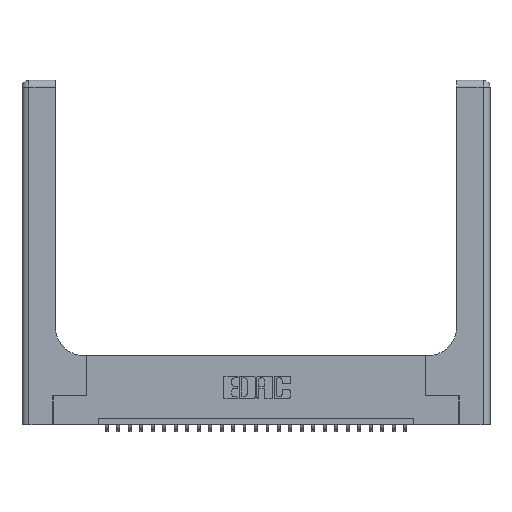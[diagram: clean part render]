
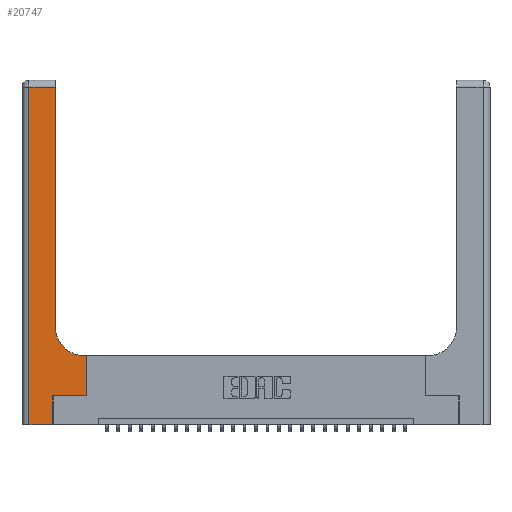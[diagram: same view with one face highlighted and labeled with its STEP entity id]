
A CAD part, top view. The second image highlights one B-rep face of the part: STEP entity #20747.
In plain terms, the highlighted planar face has unit normal (0, 0, 1).
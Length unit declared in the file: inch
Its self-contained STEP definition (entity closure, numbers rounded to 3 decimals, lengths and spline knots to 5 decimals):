
#283 = LINE ( 'NONE', #10974, #22300 ) ;
#1203 = ORIENTED_EDGE ( 'NONE', *, *, #18647, .T. ) ;
#2024 = DIRECTION ( 'NONE',  ( 0., 1., 0. ) ) ;
#2383 = EDGE_CURVE ( 'NONE', #14827, #16521, #283, .T. ) ;
#2830 = ORIENTED_EDGE ( 'NONE', *, *, #11235, .T. ) ;
#2885 = DIRECTION ( 'NONE',  ( 1., 0., 0. ) ) ;
#3216 = LINE ( 'NONE', #21769, #16933 ) ;
#3543 = EDGE_CURVE ( 'NONE', #26762, #13958, #22899, .T. ) ;
#3734 = CARTESIAN_POINT ( 'NONE',  ( 0., 3., 0.37 ) ) ;
#4078 = VECTOR ( 'NONE', #9323, 39.37008 ) ;
#4109 = CARTESIAN_POINT ( 'NONE',  ( 0.2915, 3., 0.37 ) ) ;
#4651 = ORIENTED_EDGE ( 'NONE', *, *, #2383, .T. ) ;
#4695 = DIRECTION ( 'NONE',  ( -1., 0., 0. ) ) ;
#4831 = DIRECTION ( 'NONE',  ( 0., 0., -1. ) ) ;
#5068 = CARTESIAN_POINT ( 'NONE',  ( 0.06, 3., 0.37 ) ) ;
#5713 = AXIS2_PLACEMENT_3D ( 'NONE', #3734, #22577, #16186 ) ;
#7147 = ORIENTED_EDGE ( 'NONE', *, *, #25945, .T. ) ;
#7174 = VECTOR ( 'NONE', #27092, 39.37008 ) ;
#7455 = VECTOR ( 'NONE', #10398, 39.37008 ) ;
#7476 = CARTESIAN_POINT ( 'NONE',  ( 0.5585, 0.25, 0.37 ) ) ;
#7568 = ORIENTED_EDGE ( 'NONE', *, *, #13334, .T. ) ;
#7759 = VERTEX_POINT ( 'NONE', #9123 ) ;
#7977 = VERTEX_POINT ( 'NONE', #9763 ) ;
#9123 = CARTESIAN_POINT ( 'NONE',  ( 0.2915, 0.85, 0.37 ) ) ;
#9323 = DIRECTION ( 'NONE',  ( 0., -1., 0. ) ) ;
#9763 = CARTESIAN_POINT ( 'NONE',  ( 0.06, 0., 0.37 ) ) ;
#9856 = DIRECTION ( 'NONE',  ( 1., 0., 0. ) ) ;
#10398 = DIRECTION ( 'NONE',  ( 0., 1., 0. ) ) ;
#10663 = CARTESIAN_POINT ( 'NONE',  ( 0.269, 0., 0.37 ) ) ;
#10692 = CARTESIAN_POINT ( 'NONE',  ( 0.269, 0., 0.37 ) ) ;
#10974 = CARTESIAN_POINT ( 'NONE',  ( 0.269, 0.25, 0.37 ) ) ;
#11235 = EDGE_CURVE ( 'NONE', #23505, #12429, #3216, .T. ) ;
#12429 = VERTEX_POINT ( 'NONE', #13083 ) ;
#12558 = LINE ( 'NONE', #7476, #7174 ) ;
#13083 = CARTESIAN_POINT ( 'NONE',  ( 0.5415, 0.6, 0.37 ) ) ;
#13334 = EDGE_CURVE ( 'NONE', #13958, #7977, #26090, .T. ) ;
#13958 = VERTEX_POINT ( 'NONE', #26312 ) ;
#14047 = EDGE_CURVE ( 'NONE', #7759, #26762, #23107, .T. ) ;
#14322 = AXIS2_PLACEMENT_3D ( 'NONE', #23868, #4831, #2885 ) ;
#14577 = EDGE_LOOP ( 'NONE', ( #22673, #23445, #7568, #22907, #1203, #4651, #7147, #2830, #22247 ) ) ;
#14827 = VERTEX_POINT ( 'NONE', #23967 ) ;
#15430 = CARTESIAN_POINT ( 'NONE',  ( 0.5585, 0.25, 0.37 ) ) ;
#16186 = DIRECTION ( 'NONE',  ( -1., 0., 0. ) ) ;
#16384 = VERTEX_POINT ( 'NONE', #10692 ) ;
#16521 = VERTEX_POINT ( 'NONE', #15430 ) ;
#16684 = LINE ( 'NONE', #27106, #23635 ) ;
#16933 = VECTOR ( 'NONE', #4695, 39.37008 ) ;
#16976 = VECTOR ( 'NONE', #2024, 39.37008 ) ;
#18249 = EDGE_CURVE ( 'NONE', #12429, #7759, #19608, .T. ) ;
#18647 = EDGE_CURVE ( 'NONE', #16384, #14827, #22910, .T. ) ;
#18771 = DIRECTION ( 'NONE',  ( 1., 0., 0. ) ) ;
#19608 = CIRCLE ( 'NONE', #14322, 0.25 ) ;
#20747 = ADVANCED_FACE ( 'NONE', ( #24810 ), #22931, .F. ) ;
#21536 = CARTESIAN_POINT ( 'NONE',  ( 0., 2.94, 0.37 ) ) ;
#21769 = CARTESIAN_POINT ( 'NONE',  ( 0.2915, 0.6, 0.37 ) ) ;
#22247 = ORIENTED_EDGE ( 'NONE', *, *, #18249, .T. ) ;
#22265 = DIRECTION ( 'NONE',  ( -1., 0., 0. ) ) ;
#22300 = VECTOR ( 'NONE', #9856, 39.37008 ) ;
#22577 = DIRECTION ( 'NONE',  ( 0., 0., -1. ) ) ;
#22673 = ORIENTED_EDGE ( 'NONE', *, *, #14047, .T. ) ;
#22899 = LINE ( 'NONE', #21536, #26569 ) ;
#22907 = ORIENTED_EDGE ( 'NONE', *, *, #24028, .T. ) ;
#22910 = LINE ( 'NONE', #10663, #16976 ) ;
#22931 = PLANE ( 'NONE',  #5713 ) ;
#23107 = LINE ( 'NONE', #4109, #7455 ) ;
#23445 = ORIENTED_EDGE ( 'NONE', *, *, #3543, .T. ) ;
#23505 = VERTEX_POINT ( 'NONE', #27325 ) ;
#23635 = VECTOR ( 'NONE', #18771, 39.37008 ) ;
#23868 = CARTESIAN_POINT ( 'NONE',  ( 0.5415, 0.85, 0.37 ) ) ;
#23967 = CARTESIAN_POINT ( 'NONE',  ( 0.269, 0.25, 0.37 ) ) ;
#24028 = EDGE_CURVE ( 'NONE', #7977, #16384, #16684, .T. ) ;
#24810 = FACE_OUTER_BOUND ( 'NONE', #14577, .T. ) ;
#25408 = CARTESIAN_POINT ( 'NONE',  ( 0.2915, 2.94, 0.37 ) ) ;
#25945 = EDGE_CURVE ( 'NONE', #16521, #23505, #12558, .T. ) ;
#26090 = LINE ( 'NONE', #5068, #4078 ) ;
#26312 = CARTESIAN_POINT ( 'NONE',  ( 0.06, 2.94, 0.37 ) ) ;
#26569 = VECTOR ( 'NONE', #22265, 39.37008 ) ;
#26762 = VERTEX_POINT ( 'NONE', #25408 ) ;
#27092 = DIRECTION ( 'NONE',  ( 0., 1., 0. ) ) ;
#27106 = CARTESIAN_POINT ( 'NONE',  ( 0., 0., 0.37 ) ) ;
#27325 = CARTESIAN_POINT ( 'NONE',  ( 0.5585, 0.6, 0.37 ) ) ;
